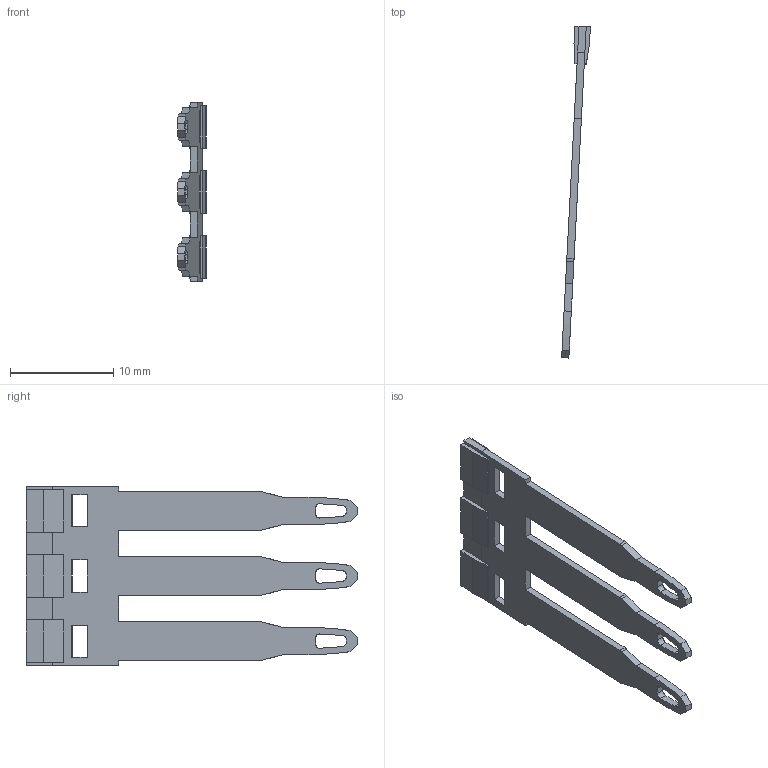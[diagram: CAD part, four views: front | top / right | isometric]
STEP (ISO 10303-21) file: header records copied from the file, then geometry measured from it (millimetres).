
FILE_DESCRIPTION((''),'2;1');
FILE_NAME('PTP0503R_ASM','2022-09-23T08:10:16',('klemen.sitar'),('Audax d.o.o.'),'CREO PARAMETRIC BY PTC INC, 2021304','CREO PARAMETRIC BY PTC INC, 2021304','');
FILE_SCHEMA(('AP242_MANAGED_MODEL_BASED_3D_ENGINEERING_MIM_LF { 1 0 10303 442 1 1 4 }'));
Length unit declared in the file: millimetre
Products named in the file (3): PTP0503R-42540; PTP0503R-42540_1; PTP0503R_ASM
Assembly tree (2 placements, depth 2):
  PTP0503R_ASM
    PTP0503R-42540
    PTP0503R-42540_1
Bounding box: 2.78 x 32.11 x 17.3 mm (x, y, z)
Volume: 282 mm3; surface area: 990.9 mm2
Topology: 2 solids, 2 shells, 138 faces, 390 edges, 256 vertices
Faces by surface type: plane 108, cylinder 24, extrusion 6
Entity records: 7446 total; most frequent: CARTESIAN_POINT 1339, ORIENTED_EDGE 780, DIRECTION 712, PRESENTATION_STYLE_ASSIGNMENT 540, STYLED_ITEM 540, CURVE_STYLE 400, EDGE_CURVE 390, VECTOR 336
